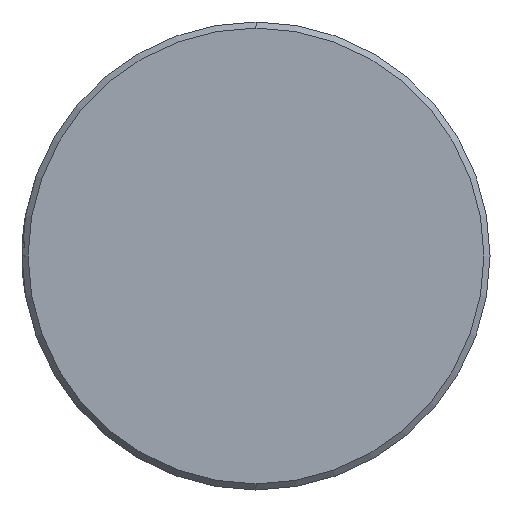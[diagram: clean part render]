
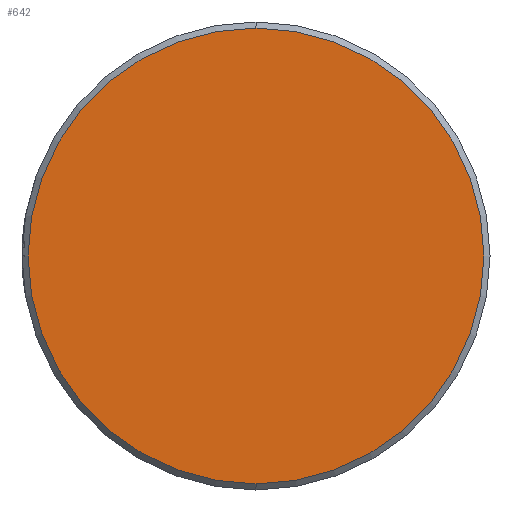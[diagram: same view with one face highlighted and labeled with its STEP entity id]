
A CAD part, left-side view. The second image highlights one B-rep face of the part: STEP entity #642.
In plain terms, the highlighted planar face has unit normal (-1, 0, 0).
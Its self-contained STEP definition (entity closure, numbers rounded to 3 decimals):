
#110 = DIRECTION ( 'NONE',  ( 0., 0., 1. ) ) ;
#118 = ORIENTED_EDGE ( 'NONE', *, *, #1328, .T. ) ;
#124 = CARTESIAN_POINT ( 'NONE',  ( -5., 0., 0. ) ) ;
#218 = EDGE_CURVE ( 'NONE', #245, #986, #754, .T. ) ;
#232 = EDGE_LOOP ( 'NONE', ( #993, #118 ) ) ;
#245 = VERTEX_POINT ( 'NONE', #878 ) ;
#307 = CARTESIAN_POINT ( 'NONE',  ( -5., 0., 11.2 ) ) ;
#335 = CIRCLE ( 'NONE', #639, 11.2 ) ;
#407 = FACE_OUTER_BOUND ( 'NONE', #232, .T. ) ;
#618 = CARTESIAN_POINT ( 'NONE',  ( -5., 0., 0. ) ) ;
#639 = AXIS2_PLACEMENT_3D ( 'NONE', #124, #826, #1259 ) ;
#642 = ADVANCED_FACE ( 'NONE', ( #407 ), #1220, .T. ) ;
#716 = DIRECTION ( 'NONE',  ( -1., 0., 0. ) ) ;
#754 = CIRCLE ( 'NONE', #951, 11.2 ) ;
#826 = DIRECTION ( 'NONE',  ( -1., 0., 0. ) ) ;
#878 = CARTESIAN_POINT ( 'NONE',  ( -5., 0., -11.2 ) ) ;
#951 = AXIS2_PLACEMENT_3D ( 'NONE', #1095, #1084, #1078 ) ;
#986 = VERTEX_POINT ( 'NONE', #307 ) ;
#993 = ORIENTED_EDGE ( 'NONE', *, *, #218, .T. ) ;
#1078 = DIRECTION ( 'NONE',  ( 0., 0., 1. ) ) ;
#1084 = DIRECTION ( 'NONE',  ( -1., 0., 0. ) ) ;
#1095 = CARTESIAN_POINT ( 'NONE',  ( -5., 0., 0. ) ) ;
#1170 = AXIS2_PLACEMENT_3D ( 'NONE', #618, #716, #110 ) ;
#1220 = PLANE ( 'NONE',  #1170 ) ;
#1259 = DIRECTION ( 'NONE',  ( 0., 0., 1. ) ) ;
#1328 = EDGE_CURVE ( 'NONE', #986, #245, #335, .T. ) ;
